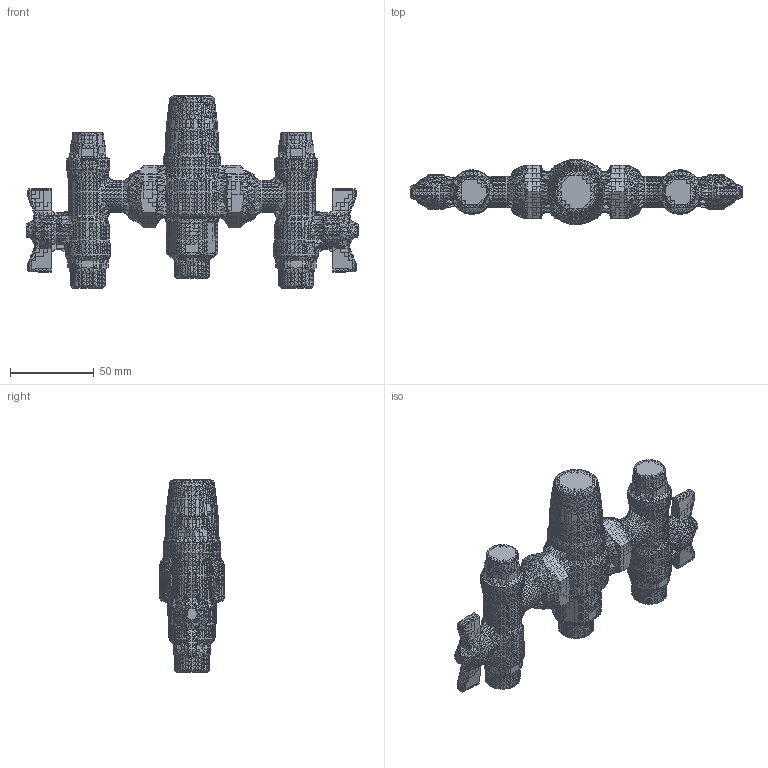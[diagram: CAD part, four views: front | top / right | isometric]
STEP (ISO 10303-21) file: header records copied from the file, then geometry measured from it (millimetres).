
FILE_DESCRIPTION((''),'2;1');
FILE_NAME('252212TMF_AUS_TST','2016-06-29T',('mparodi'),(''),'CREO PARAMETRIC BY PTC INC, 2014500','CREO PARAMETRIC BY PTC INC, 2014500','');
FILE_SCHEMA(('CONFIG_CONTROL_DESIGN'));
Products named in the file (1): 252212TMF_AUS_TST
Bounding box: 198 x 38.9 x 114.7 mm (x, y, z)
Volume: 220926.2 mm3; surface area: 37599.8 mm2
Topology: 1 solids, 1 shells, 14586 faces, 22984 edges, 8400 vertices
Faces by surface type: plane 14586
Entity records: 294430 total; most frequent: DIRECTION 52143, CARTESIAN_POINT 46002, ORIENTED_EDGE 45968, EDGE_CURVE 22984, VECTOR 22971, LINE 22971, AXIS2_PLACEMENT_3D 14586, PLANE 14586
